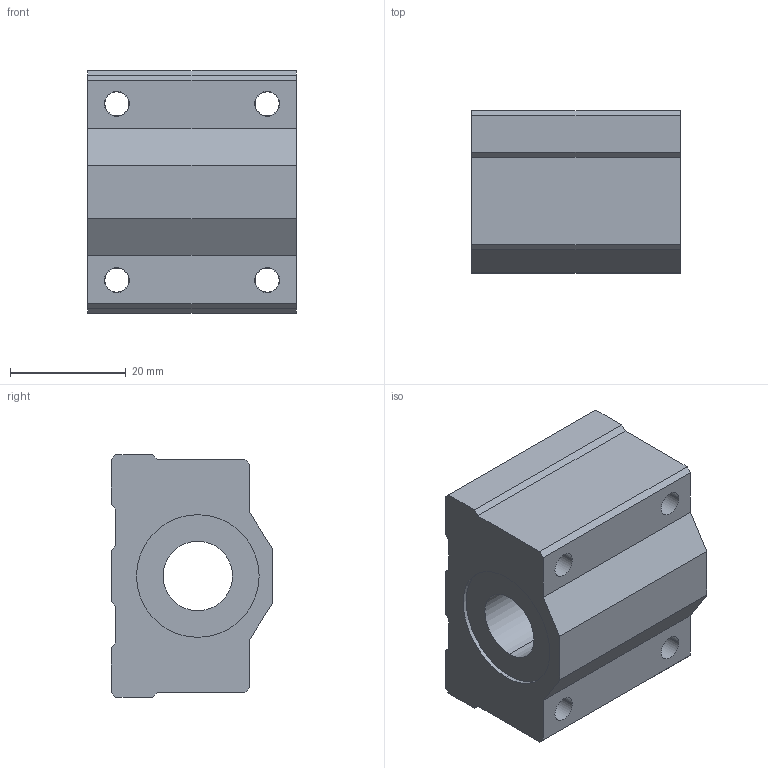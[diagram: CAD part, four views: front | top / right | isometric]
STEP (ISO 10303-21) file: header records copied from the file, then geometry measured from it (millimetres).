
FILE_DESCRIPTION(('STEP AP214'),'1');
FILE_NAME('ball_bearing_sc12uu.stp','2017-04-15T20:20:23',('TraceParts'),('TraceParts S.A.'),'Spatial InterOp 3D',' ',' ');
FILE_SCHEMA(('automotive_design'));
Length unit declared in the file: millimetre
Products named in the file (1): ball_bearing_sc12uu
Bounding box: 36 x 28 x 42 mm (x, y, z)
Volume: 30986.5 mm3; surface area: 13375.8 mm2
Topology: 1 solids, 2 shells, 84 faces, 204 edges, 134 vertices
Faces by surface type: plane 38, cylinder 34, cone 8, torus 4
Entity records: 2912 total; most frequent: DIRECTION 464, CARTESIAN_POINT 423, ORIENTED_EDGE 408, EDGE_CURVE 204, AXIS2_PLACEMENT_3D 175, VERTEX_POINT 134, LINE 114, VECTOR 114
